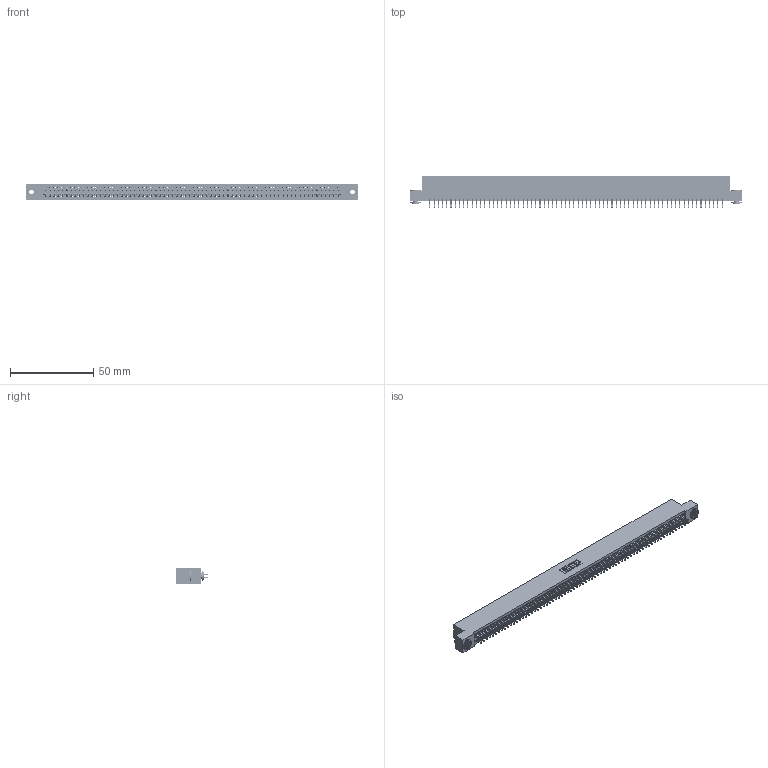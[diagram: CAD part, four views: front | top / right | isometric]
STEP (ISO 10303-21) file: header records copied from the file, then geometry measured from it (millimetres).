
FILE_DESCRIPTION (( 'STEP AP203' ), '1' );
FILE_NAME ('345-140-556-203.STEP', '2018-10-21T01:21:05', ( '' ), ( '' ), 'SwSTEP 2.0', 'SolidWorks 2016', '' );
FILE_SCHEMA (( 'CONFIG_CONTROL_DESIGN' ));
Length unit declared in the file: inch
Products named in the file (4): 345-292-001_556 Tail; 345-140-556-203; 345-250-002_345-250-002-102; 345 Part_Flush Mounting Lugs - 0.156 Dia-TH
Assembly tree (143 placements, depth 2):
  345-140-556-203
    345 Part_Flush Mounting Lugs - 0.156 Dia-TH
    345-292-001_556 Tail  x140
    345-250-002_345-250-002-102  x2
Bounding box: 199.01 x 19.24 x 9.4 mm (x, y, z)
Volume: 16104.4 mm3; surface area: 28137.4 mm2
Topology: 143 solids, 143 shells, 8004 faces, 23793 edges, 15674 vertices
Faces by surface type: plane 5270, cylinder 2726, cone 8
Entity records: 52024 total; most frequent: CARTESIAN_POINT 8683, ORIENTED_EDGE 8598, DIRECTION 7641, EDGE_CURVE 4299, VECTOR 3855, LINE 3855, VERTEX_POINT 2862, AXIS2_PLACEMENT_3D 1893
